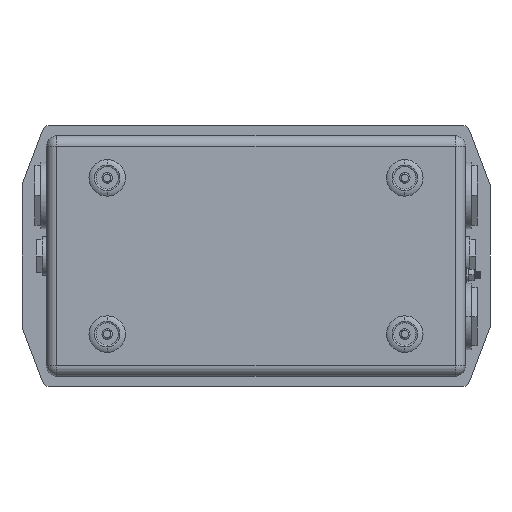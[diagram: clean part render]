
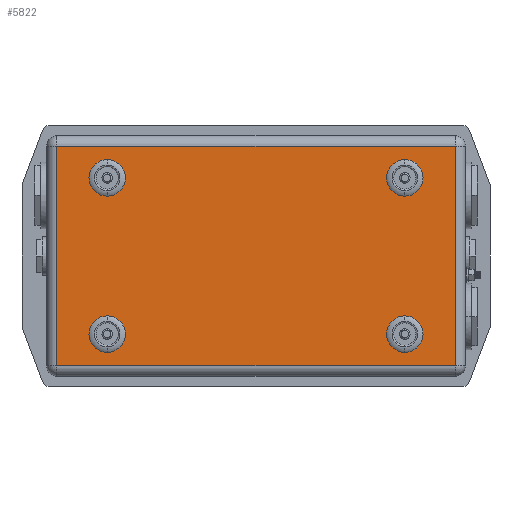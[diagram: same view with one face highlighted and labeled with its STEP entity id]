
A CAD part, front view. The second image highlights one B-rep face of the part: STEP entity #5822.
In plain terms, the highlighted planar face has unit normal (0, -1, 0).
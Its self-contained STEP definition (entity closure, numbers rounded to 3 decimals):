
#371 = DIRECTION ( 'NONE',  ( 0., -1., 0. ) ) ;
#383 = CARTESIAN_POINT ( 'NONE',  ( 57.25, 0., -35.25 ) ) ;
#533 = CIRCLE ( 'NONE', #6843, 12.25 ) ;
#655 = VERTEX_POINT ( 'NONE', #1151 ) ;
#1021 = CARTESIAN_POINT ( 'NONE',  ( 57.25, 0., -35.25 ) ) ;
#1151 = CARTESIAN_POINT ( 'NONE',  ( 257.25, 0., -128. ) ) ;
#1173 = DIRECTION ( 'NONE',  ( 0., 0., -1. ) ) ;
#1276 = DIRECTION ( 'NONE',  ( 0., -1., 0. ) ) ;
#1283 = CARTESIAN_POINT ( 'NONE',  ( 57.25, 0., -140.25 ) ) ;
#1314 = AXIS2_PLACEMENT_3D ( 'NONE', #1021, #6627, #1784 ) ;
#1373 = EDGE_LOOP ( 'NONE', ( #4030, #4163, #4182, #4205 ) ) ;
#1402 = EDGE_CURVE ( 'NONE', #6199, #6420, #5253, .T. ) ;
#1478 = CARTESIAN_POINT ( 'NONE',  ( 257.25, 0., -47.5 ) ) ;
#1577 = EDGE_CURVE ( 'NONE', #6420, #5271, #4197, .T. ) ;
#1589 = CARTESIAN_POINT ( 'NONE',  ( 291., 0., -14. ) ) ;
#1611 = EDGE_CURVE ( 'NONE', #2977, #6312, #8321, .T. ) ;
#1635 = VERTEX_POINT ( 'NONE', #7365 ) ;
#1645 = EDGE_CURVE ( 'NONE', #5271, #5261, #8110, .T. ) ;
#1677 = CIRCLE ( 'NONE', #1314, 12.25 ) ;
#1709 = EDGE_CURVE ( 'NONE', #5261, #6199, #3699, .T. ) ;
#1784 = DIRECTION ( 'NONE',  ( 0., 0., -1. ) ) ;
#1830 = EDGE_CURVE ( 'NONE', #6802, #7118, #7261, .T. ) ;
#2057 = EDGE_CURVE ( 'NONE', #3302, #3582, #8207, .T. ) ;
#2079 = CARTESIAN_POINT ( 'NONE',  ( 0., 0., -175.5 ) ) ;
#2111 = VECTOR ( 'NONE', #5601, 1000. ) ;
#2184 = EDGE_CURVE ( 'NONE', #1635, #655, #9324, .T. ) ;
#2270 = EDGE_CURVE ( 'NONE', #655, #1635, #5497, .T. ) ;
#2308 = EDGE_CURVE ( 'NONE', #6312, #2977, #7497, .T. ) ;
#2547 = CARTESIAN_POINT ( 'NONE',  ( 257.25, 0., -23. ) ) ;
#2689 = EDGE_LOOP ( 'NONE', ( #4299, #4329 ) ) ;
#2831 = FACE_BOUND ( 'NONE', #2689, .T. ) ;
#2842 = EDGE_LOOP ( 'NONE', ( #4409, #4424 ) ) ;
#2857 = DIRECTION ( 'NONE',  ( 0., 0., -1. ) ) ;
#2860 = DIRECTION ( 'NONE',  ( -1., 0., 0. ) ) ;
#2958 = CARTESIAN_POINT ( 'NONE',  ( 16.5, 0., -14. ) ) ;
#2977 = VERTEX_POINT ( 'NONE', #2547 ) ;
#3167 = EDGE_LOOP ( 'NONE', ( #4207, #4265 ) ) ;
#3285 = CARTESIAN_POINT ( 'NONE',  ( 23.5, 0., -161.5 ) ) ;
#3302 = VERTEX_POINT ( 'NONE', #4481 ) ;
#3432 = VECTOR ( 'NONE', #2860, 1000. ) ;
#3498 = DIRECTION ( 'NONE',  ( 0., 0., 1. ) ) ;
#3499 = EDGE_CURVE ( 'NONE', #7118, #6802, #533, .T. ) ;
#3582 = VERTEX_POINT ( 'NONE', #8555 ) ;
#3601 = AXIS2_PLACEMENT_3D ( 'NONE', #383, #371, #7422 ) ;
#3618 = DIRECTION ( 'NONE',  ( 0., 0., -1. ) ) ;
#3626 = DIRECTION ( 'NONE',  ( 0., 1., 0. ) ) ;
#3660 = EDGE_LOOP ( 'NONE', ( #4345, #4353 ) ) ;
#3674 = CARTESIAN_POINT ( 'NONE',  ( 257.25, 0., -35.25 ) ) ;
#3699 = LINE ( 'NONE', #2958, #3432 ) ;
#3891 = CARTESIAN_POINT ( 'NONE',  ( 291., 0., -7. ) ) ;
#3970 = DIRECTION ( 'NONE',  ( 0., 0., -1. ) ) ;
#4030 = ORIENTED_EDGE ( 'NONE', *, *, #1402, .T. ) ;
#4063 = DIRECTION ( 'NONE',  ( 0., 1., 0. ) ) ;
#4152 = CARTESIAN_POINT ( 'NONE',  ( 257.25, 0., -35.25 ) ) ;
#4163 = ORIENTED_EDGE ( 'NONE', *, *, #1577, .T. ) ;
#4182 = ORIENTED_EDGE ( 'NONE', *, *, #1645, .T. ) ;
#4197 = LINE ( 'NONE', #5700, #2111 ) ;
#4205 = ORIENTED_EDGE ( 'NONE', *, *, #1709, .T. ) ;
#4207 = ORIENTED_EDGE ( 'NONE', *, *, #1830, .F. ) ;
#4265 = ORIENTED_EDGE ( 'NONE', *, *, #3499, .F. ) ;
#4299 = ORIENTED_EDGE ( 'NONE', *, *, #2057, .F. ) ;
#4329 = ORIENTED_EDGE ( 'NONE', *, *, #9466, .F. ) ;
#4345 = ORIENTED_EDGE ( 'NONE', *, *, #2270, .T. ) ;
#4353 = ORIENTED_EDGE ( 'NONE', *, *, #2184, .T. ) ;
#4409 = ORIENTED_EDGE ( 'NONE', *, *, #1611, .T. ) ;
#4424 = ORIENTED_EDGE ( 'NONE', *, *, #2308, .T. ) ;
#4430 = DIRECTION ( 'NONE',  ( 0., -1., 0. ) ) ;
#4481 = CARTESIAN_POINT ( 'NONE',  ( 57.25, 0., -23. ) ) ;
#4820 = CARTESIAN_POINT ( 'NONE',  ( 57.25, 0., -152.5 ) ) ;
#4987 = FACE_OUTER_BOUND ( 'NONE', #1373, .T. ) ;
#5253 = LINE ( 'NONE', #8973, #8943 ) ;
#5261 = VERTEX_POINT ( 'NONE', #1589 ) ;
#5271 = VERTEX_POINT ( 'NONE', #5633 ) ;
#5351 = DIRECTION ( 'NONE',  ( 0., 0., -1. ) ) ;
#5394 = DIRECTION ( 'NONE',  ( 0., 1., 0. ) ) ;
#5404 = CARTESIAN_POINT ( 'NONE',  ( 257.25, 0., -140.25 ) ) ;
#5470 = AXIS2_PLACEMENT_3D ( 'NONE', #4152, #4063, #3970 ) ;
#5497 = CIRCLE ( 'NONE', #8300, 12.25 ) ;
#5601 = DIRECTION ( 'NONE',  ( 1., 0., 0. ) ) ;
#5633 = CARTESIAN_POINT ( 'NONE',  ( 291., 0., -161.5 ) ) ;
#5700 = CARTESIAN_POINT ( 'NONE',  ( 298., 0., -161.5 ) ) ;
#5814 = AXIS2_PLACEMENT_3D ( 'NONE', #6220, #6190, #6181 ) ;
#5822 = ADVANCED_FACE ( 'NONE', ( #4987, #9142, #2831, #7153, #8945 ), #8950, .T. ) ;
#6181 = DIRECTION ( 'NONE',  ( 0., 0., -1. ) ) ;
#6190 = DIRECTION ( 'NONE',  ( 0., 1., 0. ) ) ;
#6199 = VERTEX_POINT ( 'NONE', #9624 ) ;
#6220 = CARTESIAN_POINT ( 'NONE',  ( 257.25, 0., -140.25 ) ) ;
#6312 = VERTEX_POINT ( 'NONE', #1478 ) ;
#6420 = VERTEX_POINT ( 'NONE', #3285 ) ;
#6627 = DIRECTION ( 'NONE',  ( 0., -1., 0. ) ) ;
#6802 = VERTEX_POINT ( 'NONE', #7233 ) ;
#6843 = AXIS2_PLACEMENT_3D ( 'NONE', #9409, #9402, #9384 ) ;
#7118 = VERTEX_POINT ( 'NONE', #4820 ) ;
#7153 = FACE_BOUND ( 'NONE', #3660, .T. ) ;
#7233 = CARTESIAN_POINT ( 'NONE',  ( 57.25, 0., -128. ) ) ;
#7261 = CIRCLE ( 'NONE', #8903, 12.25 ) ;
#7365 = CARTESIAN_POINT ( 'NONE',  ( 257.25, 0., -152.5 ) ) ;
#7422 = DIRECTION ( 'NONE',  ( 0., 0., -1. ) ) ;
#7497 = CIRCLE ( 'NONE', #8742, 12.25 ) ;
#7898 = VECTOR ( 'NONE', #3498, 1000. ) ;
#8110 = LINE ( 'NONE', #3891, #7898 ) ;
#8207 = CIRCLE ( 'NONE', #3601, 12.25 ) ;
#8300 = AXIS2_PLACEMENT_3D ( 'NONE', #5404, #5394, #5351 ) ;
#8321 = CIRCLE ( 'NONE', #5470, 12.25 ) ;
#8375 = AXIS2_PLACEMENT_3D ( 'NONE', #2079, #4430, #2857 ) ;
#8555 = CARTESIAN_POINT ( 'NONE',  ( 57.25, 0., -47.5 ) ) ;
#8742 = AXIS2_PLACEMENT_3D ( 'NONE', #3674, #3626, #3618 ) ;
#8903 = AXIS2_PLACEMENT_3D ( 'NONE', #1283, #1276, #1173 ) ;
#8940 = DIRECTION ( 'NONE',  ( 0., 0., -1. ) ) ;
#8943 = VECTOR ( 'NONE', #8940, 1000. ) ;
#8945 = FACE_BOUND ( 'NONE', #2842, .T. ) ;
#8950 = PLANE ( 'NONE',  #8375 ) ;
#8973 = CARTESIAN_POINT ( 'NONE',  ( 23.5, 0., -168.5 ) ) ;
#9142 = FACE_BOUND ( 'NONE', #3167, .T. ) ;
#9324 = CIRCLE ( 'NONE', #5814, 12.25 ) ;
#9384 = DIRECTION ( 'NONE',  ( 0., 0., -1. ) ) ;
#9402 = DIRECTION ( 'NONE',  ( 0., -1., 0. ) ) ;
#9409 = CARTESIAN_POINT ( 'NONE',  ( 57.25, 0., -140.25 ) ) ;
#9466 = EDGE_CURVE ( 'NONE', #3582, #3302, #1677, .T. ) ;
#9624 = CARTESIAN_POINT ( 'NONE',  ( 23.5, 0., -14. ) ) ;
